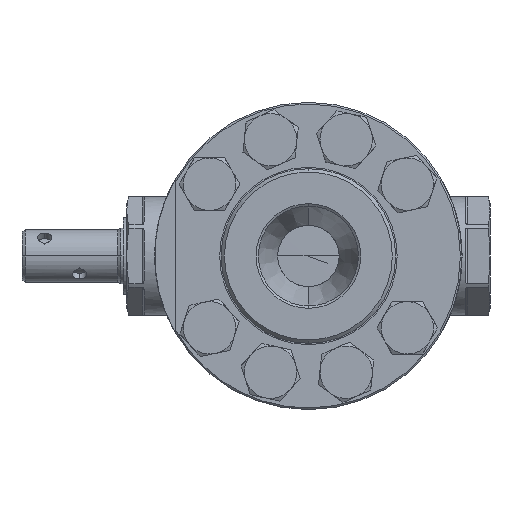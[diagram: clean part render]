
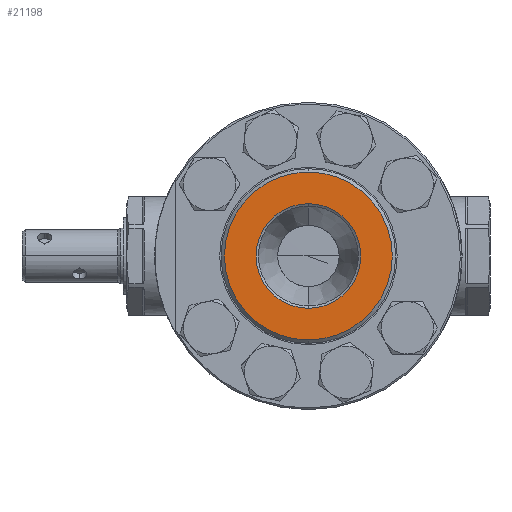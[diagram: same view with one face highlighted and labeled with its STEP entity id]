
A CAD part, left-side view. The second image highlights one B-rep face of the part: STEP entity #21198.
In plain terms, the highlighted planar face has unit normal (-1, 0, 0).
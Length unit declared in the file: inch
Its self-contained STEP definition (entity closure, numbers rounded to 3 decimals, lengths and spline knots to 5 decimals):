
#2977 = FACE_BOUND ( 'NONE', #13528, .T. ) ;
#3047 = CARTESIAN_POINT ( 'NONE',  ( -5., 0., 0. ) ) ;
#3635 = AXIS2_PLACEMENT_3D ( 'NONE', #10389, #10099, #34082 ) ;
#3715 = ORIENTED_EDGE ( 'NONE', *, *, #38004, .F. ) ;
#5444 = AXIS2_PLACEMENT_3D ( 'NONE', #39080, #8693, #32353 ) ;
#6178 = DIRECTION ( 'NONE',  ( 1., 0., 0. ) ) ;
#6614 = AXIS2_PLACEMENT_3D ( 'NONE', #3047, #6178, #33354 ) ;
#8688 = ORIENTED_EDGE ( 'NONE', *, *, #23235, .T. ) ;
#8693 = DIRECTION ( 'NONE',  ( 1., 0., 0. ) ) ;
#10050 = AXIS2_PLACEMENT_3D ( 'NONE', #42862, #42574, #15751 ) ;
#10099 = DIRECTION ( 'NONE',  ( 1., 0., 0. ) ) ;
#10389 = CARTESIAN_POINT ( 'NONE',  ( -5., 0., 0. ) ) ;
#11966 = FACE_OUTER_BOUND ( 'NONE', #29399, .T. ) ;
#13528 = EDGE_LOOP ( 'NONE', ( #17453, #8688 ) ) ;
#14233 = CIRCLE ( 'NONE', #24120, 1.5025 ) ;
#15751 = DIRECTION ( 'NONE',  ( 0., 0., -1. ) ) ;
#17453 = ORIENTED_EDGE ( 'NONE', *, *, #24694, .T. ) ;
#18294 = PLANE ( 'NONE',  #5444 ) ;
#18622 = VERTEX_POINT ( 'NONE', #40985 ) ;
#20164 = CARTESIAN_POINT ( 'NONE',  ( -5., 0., -1.5025 ) ) ;
#21198 = ADVANCED_FACE ( 'NONE', ( #11966, #2977 ), #18294, .F. ) ;
#23235 = EDGE_CURVE ( 'NONE', #18622, #40405, #29156, .T. ) ;
#24120 = AXIS2_PLACEMENT_3D ( 'NONE', #24159, #37162, #34014 ) ;
#24159 = CARTESIAN_POINT ( 'NONE',  ( -5., 0., 0. ) ) ;
#24694 = EDGE_CURVE ( 'NONE', #40405, #18622, #35694, .T. ) ;
#26903 = CARTESIAN_POINT ( 'NONE',  ( -5., 0., 0.936 ) ) ;
#29156 = CIRCLE ( 'NONE', #10050, 0.936 ) ;
#29399 = EDGE_LOOP ( 'NONE', ( #3715, #41891 ) ) ;
#30370 = CARTESIAN_POINT ( 'NONE',  ( -5., 0., 1.5025 ) ) ;
#32353 = DIRECTION ( 'NONE',  ( 0., 0., -1. ) ) ;
#32793 = EDGE_CURVE ( 'NONE', #34992, #37063, #37543, .T. ) ;
#33354 = DIRECTION ( 'NONE',  ( 0., 0., -1. ) ) ;
#34014 = DIRECTION ( 'NONE',  ( 0., 0., -1. ) ) ;
#34082 = DIRECTION ( 'NONE',  ( 0., 0., -1. ) ) ;
#34992 = VERTEX_POINT ( 'NONE', #30370 ) ;
#35694 = CIRCLE ( 'NONE', #3635, 0.936 ) ;
#37063 = VERTEX_POINT ( 'NONE', #20164 ) ;
#37162 = DIRECTION ( 'NONE',  ( 1., 0., 0. ) ) ;
#37543 = CIRCLE ( 'NONE', #6614, 1.5025 ) ;
#38004 = EDGE_CURVE ( 'NONE', #37063, #34992, #14233, .T. ) ;
#39080 = CARTESIAN_POINT ( 'NONE',  ( -5., 1.5025, 0. ) ) ;
#40405 = VERTEX_POINT ( 'NONE', #26903 ) ;
#40985 = CARTESIAN_POINT ( 'NONE',  ( -5., 0., -0.936 ) ) ;
#41891 = ORIENTED_EDGE ( 'NONE', *, *, #32793, .F. ) ;
#42574 = DIRECTION ( 'NONE',  ( 1., 0., 0. ) ) ;
#42862 = CARTESIAN_POINT ( 'NONE',  ( -5., 0., 0. ) ) ;
